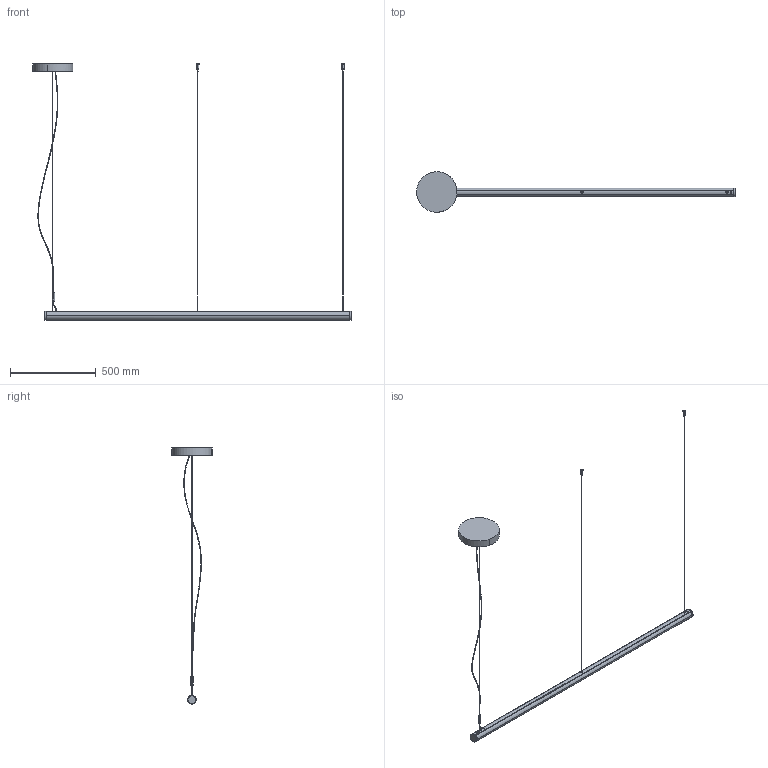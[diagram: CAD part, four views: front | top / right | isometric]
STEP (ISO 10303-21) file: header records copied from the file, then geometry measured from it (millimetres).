
FILE_DESCRIPTION(/* description */ (''),/* implementation_level */ '2;1');
FILE_NAME(/* name */ 'Alphabet of Light Linear Suspension 180',/* time_stamp */ '2025-12-11T09:46:36+01:00',/* author */ (''),/* organization */ (''),/* preprocessor_version */ 'ST-DEVELOPER v16.5',/* originating_system */ 'Rhino 7.37',/* authorisation */ '');
FILE_SCHEMA (('AUTOMOTIVE_DESIGN'));
Length unit declared in the file: millimetre
Products named in the file (1): Document
Bounding box: 1861.2 x 235.9 x 1494.82 mm (x, y, z)
Volume: 1886760.2 mm3; surface area: 468201.8 mm2
Topology: 4 solids, 19 shells, 647 faces, 2000 edges, 1366 vertices
Faces by surface type: plane 420, cylinder 148, bspline 79
Entity records: 22470 total; most frequent: CARTESIAN_POINT 10056, ORIENTED_EDGE 3771, EDGE_CURVE 2004, B_SPLINE_CURVE_WITH_KNOTS 1373, VERTEX_POINT 1367, EDGE_LOOP 668, ADVANCED_FACE 645, FACE_OUTER_BOUND 645
